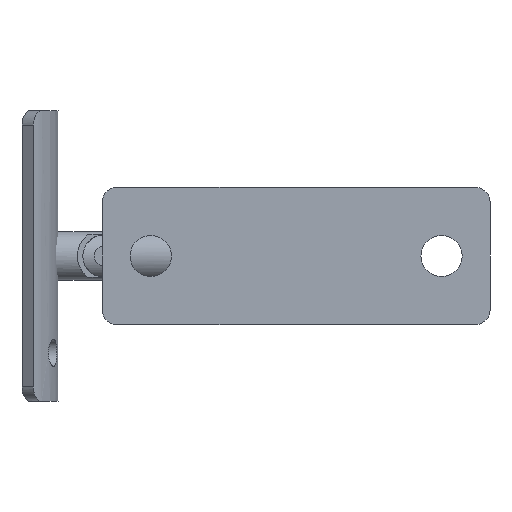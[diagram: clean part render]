
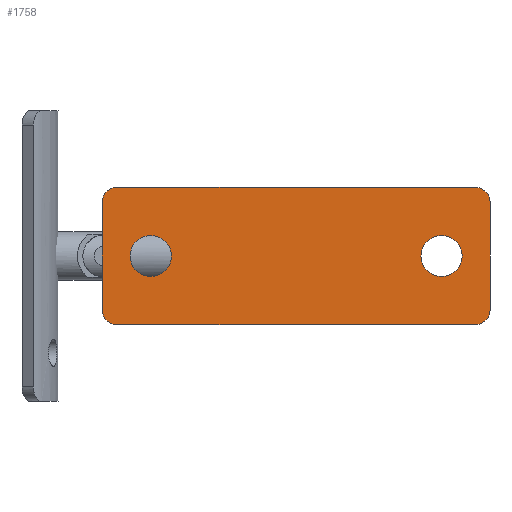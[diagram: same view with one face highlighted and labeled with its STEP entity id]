
A CAD part, left-side view. The second image highlights one B-rep face of the part: STEP entity #1758.
In plain terms, the highlighted planar face has unit normal (-1, 0, 0).
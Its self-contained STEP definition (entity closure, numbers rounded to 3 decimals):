
#13 = DIRECTION ( 'NONE',  ( 0., 0., -1. ) ) ;
#52 = AXIS2_PLACEMENT_3D ( 'NONE', #1986, #1608, #690 ) ;
#58 = DIRECTION ( 'NONE',  ( 0., 0., -1. ) ) ;
#96 = ORIENTED_EDGE ( 'NONE', *, *, #2243, .F. ) ;
#128 = EDGE_CURVE ( 'NONE', #1792, #1135, #919, .T. ) ;
#188 = VERTEX_POINT ( 'NONE', #2093 ) ;
#194 = AXIS2_PLACEMENT_3D ( 'NONE', #630, #1559, #599 ) ;
#197 = AXIS2_PLACEMENT_3D ( 'NONE', #764, #389, #13 ) ;
#210 = VECTOR ( 'NONE', #1504, 1000. ) ;
#269 = ORIENTED_EDGE ( 'NONE', *, *, #832, .T. ) ;
#366 = VERTEX_POINT ( 'NONE', #2352 ) ;
#389 = DIRECTION ( 'NONE',  ( 1., 0., 0. ) ) ;
#393 = EDGE_CURVE ( 'NONE', #1418, #1982, #1603, .T. ) ;
#412 = CARTESIAN_POINT ( 'NONE',  ( 0., -40., 11.144 ) ) ;
#471 = EDGE_CURVE ( 'NONE', #366, #1418, #621, .T. ) ;
#478 = AXIS2_PLACEMENT_3D ( 'NONE', #546, #1890, #761 ) ;
#482 = CARTESIAN_POINT ( 'NONE',  ( 0., 37., -14.144 ) ) ;
#501 = PLANE ( 'NONE',  #1136 ) ;
#506 = VERTEX_POINT ( 'NONE', #1870 ) ;
#517 = ORIENTED_EDGE ( 'NONE', *, *, #865, .F. ) ;
#535 = CARTESIAN_POINT ( 'NONE',  ( 0., 37., 14.144 ) ) ;
#538 = ORIENTED_EDGE ( 'NONE', *, *, #2272, .F. ) ;
#546 = CARTESIAN_POINT ( 'NONE',  ( 0., 37., 11.144 ) ) ;
#551 = ORIENTED_EDGE ( 'NONE', *, *, #2287, .F. ) ;
#559 = ORIENTED_EDGE ( 'NONE', *, *, #471, .F. ) ;
#570 = DIRECTION ( 'NONE',  ( 0., 0., -1. ) ) ;
#599 = DIRECTION ( 'NONE',  ( 0., 0., -1. ) ) ;
#621 = CIRCLE ( 'NONE', #197, 3. ) ;
#630 = CARTESIAN_POINT ( 'NONE',  ( 0., 30., 0. ) ) ;
#634 = CARTESIAN_POINT ( 'NONE',  ( 0., 37., -11.144 ) ) ;
#650 = CIRCLE ( 'NONE', #984, 4.25 ) ;
#666 = VERTEX_POINT ( 'NONE', #1016 ) ;
#682 = FACE_BOUND ( 'NONE', #884, .T. ) ;
#690 = DIRECTION ( 'NONE',  ( 0., 0., -1. ) ) ;
#711 = EDGE_LOOP ( 'NONE', ( #559, #551, #2223, #96, #538, #517, #849, #791 ) ) ;
#712 = DIRECTION ( 'NONE',  ( 1., 0., 0. ) ) ;
#713 = CIRCLE ( 'NONE', #1702, 3. ) ;
#728 = EDGE_CURVE ( 'NONE', #1982, #766, #713, .T. ) ;
#757 = CARTESIAN_POINT ( 'NONE',  ( 0., -37., -14.144 ) ) ;
#761 = DIRECTION ( 'NONE',  ( 0., 0., -1. ) ) ;
#763 = ORIENTED_EDGE ( 'NONE', *, *, #1079, .T. ) ;
#764 = CARTESIAN_POINT ( 'NONE',  ( 0., -37., -11.144 ) ) ;
#766 = VERTEX_POINT ( 'NONE', #1230 ) ;
#791 = ORIENTED_EDGE ( 'NONE', *, *, #393, .F. ) ;
#799 = CARTESIAN_POINT ( 'NONE',  ( 0., -37., 14.144 ) ) ;
#808 = LINE ( 'NONE', #1744, #2267 ) ;
#832 = EDGE_CURVE ( 'NONE', #666, #188, #962, .T. ) ;
#849 = ORIENTED_EDGE ( 'NONE', *, *, #728, .F. ) ;
#865 = EDGE_CURVE ( 'NONE', #766, #506, #808, .T. ) ;
#884 = EDGE_LOOP ( 'NONE', ( #269, #763 ) ) ;
#908 = CARTESIAN_POINT ( 'NONE',  ( 0., 30., 0. ) ) ;
#912 = ORIENTED_EDGE ( 'NONE', *, *, #128, .T. ) ;
#919 = CIRCLE ( 'NONE', #194, 4.25 ) ;
#957 = DIRECTION ( 'NONE',  ( 0., 0., 1. ) ) ;
#962 = CIRCLE ( 'NONE', #2390, 4.25 ) ;
#984 = AXIS2_PLACEMENT_3D ( 'NONE', #908, #1836, #2015 ) ;
#1008 = DIRECTION ( 'NONE',  ( 0., 0., 1. ) ) ;
#1016 = CARTESIAN_POINT ( 'NONE',  ( 0., -30., 4.25 ) ) ;
#1057 = DIRECTION ( 'NONE',  ( 0., 0., -1. ) ) ;
#1079 = EDGE_CURVE ( 'NONE', #188, #666, #2424, .T. ) ;
#1120 = EDGE_CURVE ( 'NONE', #1135, #1792, #650, .T. ) ;
#1135 = VERTEX_POINT ( 'NONE', #2051 ) ;
#1136 = AXIS2_PLACEMENT_3D ( 'NONE', #1257, #712, #1057 ) ;
#1156 = CARTESIAN_POINT ( 'NONE',  ( 0., -37., 11.144 ) ) ;
#1167 = DIRECTION ( 'NONE',  ( 1., 0., 0. ) ) ;
#1230 = CARTESIAN_POINT ( 'NONE',  ( 0., 40., -11.144 ) ) ;
#1257 = CARTESIAN_POINT ( 'NONE',  ( 0., -37., -11.144 ) ) ;
#1297 = DIRECTION ( 'NONE',  ( 0., 0., -1. ) ) ;
#1315 = VECTOR ( 'NONE', #570, 1000. ) ;
#1344 = AXIS2_PLACEMENT_3D ( 'NONE', #1156, #1167, #58 ) ;
#1418 = VERTEX_POINT ( 'NONE', #757 ) ;
#1427 = CARTESIAN_POINT ( 'NONE',  ( 0., 37., -14.144 ) ) ;
#1481 = LINE ( 'NONE', #535, #210 ) ;
#1483 = CARTESIAN_POINT ( 'NONE',  ( 0., 30., 4.25 ) ) ;
#1504 = DIRECTION ( 'NONE',  ( 0., -1., 0. ) ) ;
#1559 = DIRECTION ( 'NONE',  ( 1., 0., 0. ) ) ;
#1603 = LINE ( 'NONE', #482, #1622 ) ;
#1608 = DIRECTION ( 'NONE',  ( 1., 0., 0. ) ) ;
#1622 = VECTOR ( 'NONE', #1639, 1000. ) ;
#1639 = DIRECTION ( 'NONE',  ( 0., 1., 0. ) ) ;
#1681 = CARTESIAN_POINT ( 'NONE',  ( 0., 37., 14.144 ) ) ;
#1684 = VERTEX_POINT ( 'NONE', #412 ) ;
#1685 = EDGE_LOOP ( 'NONE', ( #912, #2431 ) ) ;
#1702 = AXIS2_PLACEMENT_3D ( 'NONE', #634, #1724, #957 ) ;
#1724 = DIRECTION ( 'NONE',  ( 1., 0., 0. ) ) ;
#1744 = CARTESIAN_POINT ( 'NONE',  ( 0., 40., 11.144 ) ) ;
#1758 = ADVANCED_FACE ( 'NONE', ( #2148, #1782, #682 ), #501, .F. ) ;
#1782 = FACE_BOUND ( 'NONE', #1685, .T. ) ;
#1792 = VERTEX_POINT ( 'NONE', #1483 ) ;
#1821 = VERTEX_POINT ( 'NONE', #799 ) ;
#1836 = DIRECTION ( 'NONE',  ( 1., 0., 0. ) ) ;
#1839 = CARTESIAN_POINT ( 'NONE',  ( 0., -40., 11.144 ) ) ;
#1870 = CARTESIAN_POINT ( 'NONE',  ( 0., 40., 11.144 ) ) ;
#1890 = DIRECTION ( 'NONE',  ( 1., 0., 0. ) ) ;
#1982 = VERTEX_POINT ( 'NONE', #1427 ) ;
#1986 = CARTESIAN_POINT ( 'NONE',  ( 0., -30., 0. ) ) ;
#2015 = DIRECTION ( 'NONE',  ( 0., 0., -1. ) ) ;
#2051 = CARTESIAN_POINT ( 'NONE',  ( 0., 30., -4.25 ) ) ;
#2093 = CARTESIAN_POINT ( 'NONE',  ( 0., -30., -4.25 ) ) ;
#2148 = FACE_OUTER_BOUND ( 'NONE', #711, .T. ) ;
#2209 = LINE ( 'NONE', #1839, #1315 ) ;
#2216 = VERTEX_POINT ( 'NONE', #1681 ) ;
#2223 = ORIENTED_EDGE ( 'NONE', *, *, #2401, .F. ) ;
#2236 = CIRCLE ( 'NONE', #478, 3. ) ;
#2243 = EDGE_CURVE ( 'NONE', #2216, #1821, #1481, .T. ) ;
#2245 = CARTESIAN_POINT ( 'NONE',  ( 0., -30., 0. ) ) ;
#2267 = VECTOR ( 'NONE', #1008, 1000. ) ;
#2272 = EDGE_CURVE ( 'NONE', #506, #2216, #2236, .T. ) ;
#2287 = EDGE_CURVE ( 'NONE', #1684, #366, #2209, .T. ) ;
#2340 = CIRCLE ( 'NONE', #1344, 3. ) ;
#2352 = CARTESIAN_POINT ( 'NONE',  ( 0., -40., -11.144 ) ) ;
#2390 = AXIS2_PLACEMENT_3D ( 'NONE', #2245, #2398, #1297 ) ;
#2398 = DIRECTION ( 'NONE',  ( 1., 0., 0. ) ) ;
#2401 = EDGE_CURVE ( 'NONE', #1821, #1684, #2340, .T. ) ;
#2424 = CIRCLE ( 'NONE', #52, 4.25 ) ;
#2431 = ORIENTED_EDGE ( 'NONE', *, *, #1120, .T. ) ;
